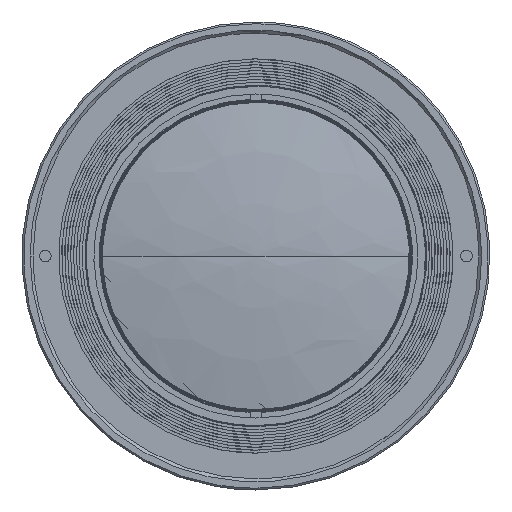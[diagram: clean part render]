
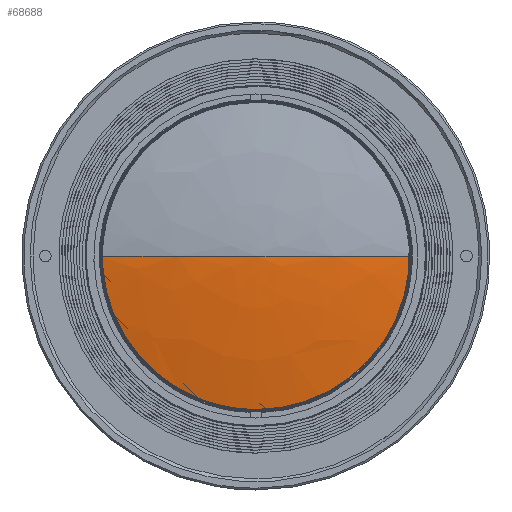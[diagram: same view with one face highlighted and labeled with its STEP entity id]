
A CAD part, left-side view. The second image highlights one B-rep face of the part: STEP entity #68688.
In plain terms, the highlighted free-form (B-spline) face has degree [3, 3] with [4, 4] control points.
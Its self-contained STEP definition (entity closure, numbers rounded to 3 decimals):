
#5775 = CARTESIAN_POINT ( 'NONE',  ( -19.309, -26.837, 0. ) ) ;
#5954 = VERTEX_POINT ( 'NONE', #24543 ) ;
#11026 = CARTESIAN_POINT ( 'NONE',  ( -19.309, 26.837, -53.673 ) ) ;
#11215 = ORIENTED_EDGE ( 'NONE', *, *, #28308, .T. ) ;
#11469 = CARTESIAN_POINT ( 'NONE',  ( -19.309, 26.837, 0. ) ) ;
#11645 = CARTESIAN_POINT ( 'NONE',  ( -21.79, 0., 0. ) ) ;
#12037 = VERTEX_POINT ( 'NONE', #24140 ) ;
#12093 = CARTESIAN_POINT ( 'NONE',  ( -20.961, -17.98, -35.96 ) ) ;
#12534 = CARTESIAN_POINT ( 'NONE',  ( -21.79, -9.009, 0. ) ) ;
#18376 = CARTESIAN_POINT ( 'NONE',  ( -20.961, 17.98, -35.96 ) ) ;
#20154 = CARTESIAN_POINT ( 'NONE',  ( -21.79, 0., 0. ) ) ;
#24140 = CARTESIAN_POINT ( 'NONE',  ( -21.79, 0., 0. ) ) ;
#24419 = CARTESIAN_POINT ( 'NONE',  ( -20.961, 17.98, 0. ) ) ;
#24486 = CARTESIAN_POINT ( 'NONE',  ( -19.309, -26.837, -53.673 ) ) ;
#24543 = CARTESIAN_POINT ( 'NONE',  ( -19.309, -26.837, 0. ) ) ;
#28308 = EDGE_CURVE ( 'NONE', #5954, #81611, #59124, .T. ) ;
#35068 = CARTESIAN_POINT ( 'NONE',  ( -21.79, -9.009, 0. ) ) ;
#37044 = CARTESIAN_POINT ( 'NONE',  ( -21.79, 9.009, 0. ) ) ;
#38684 =( BOUNDED_CURVE ( )  B_SPLINE_CURVE ( 3, ( #42269, #35068, #69709, #55784 ),
 .UNSPECIFIED., .F., .T. ) 
 B_SPLINE_CURVE_WITH_KNOTS ( ( 4, 4 ),
 ( 3.142, 3.326 ),
 .UNSPECIFIED. ) 
 CURVE ( )  GEOMETRIC_REPRESENTATION_ITEM ( )  RATIONAL_B_SPLINE_CURVE ( ( 1., 0.997, 0.997, 1. ) ) 
 REPRESENTATION_ITEM ( '' )  );
#39070 = CARTESIAN_POINT ( 'NONE',  ( -19.309, 26.837, 0. ) ) ;
#39970 = CARTESIAN_POINT ( 'NONE',  ( -19.309, 26.837, -53.673 ) ) ;
#42246 = EDGE_CURVE ( 'NONE', #81611, #12037, #78162, .T. ) ;
#42269 = CARTESIAN_POINT ( 'NONE',  ( -21.79, 0., 0. ) ) ;
#47169 = ORIENTED_EDGE ( 'NONE', *, *, #42246, .T. ) ;
#50579 = CARTESIAN_POINT ( 'NONE',  ( -21.79, 0., 0. ) ) ;
#52479 = CARTESIAN_POINT ( 'NONE',  ( -19.309, 26.837, 0. ) ) ;
#52600 = FACE_OUTER_BOUND ( 'NONE', #73193, .T. ) ;
#53488 = CARTESIAN_POINT ( 'NONE',  ( -21.79, 0., 0. ) ) ;
#55784 = CARTESIAN_POINT ( 'NONE',  ( -19.309, -26.837, 0. ) ) ;
#59089 = CARTESIAN_POINT ( 'NONE',  ( -19.309, 26.837, 0. ) ) ;
#59124 =( BOUNDED_CURVE ( )  B_SPLINE_CURVE ( 3, ( #81136, #24486, #11026, #11469 ),
 .UNSPECIFIED., .F., .T. ) 
 B_SPLINE_CURVE_WITH_KNOTS ( ( 4, 4 ),
 ( 0., 3.142 ),
 .UNSPECIFIED. ) 
 CURVE ( )  GEOMETRIC_REPRESENTATION_ITEM ( )  RATIONAL_B_SPLINE_CURVE ( ( 1., 0.333, 0.333, 1. ) ) 
 REPRESENTATION_ITEM ( '' )  );
#61124 = CARTESIAN_POINT ( 'NONE',  ( -21.79, -9.009, -18.018 ) ) ;
#65228 =( BOUNDED_SURFACE ( )  B_SPLINE_SURFACE ( 3, 3, ( 
 ( #11645, #87625, #20154, #53488 ),
 ( #12534, #61124, #88513, #81758 ),
 ( #75013, #12093, #18376, #73676 ),
 ( #5775, #87172, #39970, #39070 ) ),
 .UNSPECIFIED., .F., .F., .T. ) 
 B_SPLINE_SURFACE_WITH_KNOTS ( ( 4, 4 ),
 ( 4, 4 ),
 ( 0., 1. ),
 ( 0., 1. ),
 .UNSPECIFIED. ) 
 GEOMETRIC_REPRESENTATION_ITEM ( )  RATIONAL_B_SPLINE_SURFACE ( (
 ( 1., 0.333, 0.333, 1.),
 ( 0.997, 0.332, 0.332, 0.997),
 ( 0.997, 0.332, 0.332, 0.997),
 ( 1., 0.333, 0.333, 1.) ) ) 
 REPRESENTATION_ITEM ( '' )  SURFACE ( )  );
#66147 = EDGE_CURVE ( 'NONE', #12037, #5954, #38684, .T. ) ;
#68688 = ADVANCED_FACE ( 'NONE', ( #52600 ), #65228, .T. ) ;
#69709 = CARTESIAN_POINT ( 'NONE',  ( -20.961, -17.98, 0. ) ) ;
#73193 = EDGE_LOOP ( 'NONE', ( #11215, #47169, #80594 ) ) ;
#73676 = CARTESIAN_POINT ( 'NONE',  ( -20.961, 17.98, 0. ) ) ;
#75013 = CARTESIAN_POINT ( 'NONE',  ( -20.961, -17.98, 0. ) ) ;
#78162 =( BOUNDED_CURVE ( )  B_SPLINE_CURVE ( 3, ( #59089, #24419, #37044, #50579 ),
 .UNSPECIFIED., .F., .T. ) 
 B_SPLINE_CURVE_WITH_KNOTS ( ( 4, 4 ),
 ( 2.957, 3.142 ),
 .UNSPECIFIED. ) 
 CURVE ( )  GEOMETRIC_REPRESENTATION_ITEM ( )  RATIONAL_B_SPLINE_CURVE ( ( 1., 0.997, 0.997, 1. ) ) 
 REPRESENTATION_ITEM ( '' )  );
#80594 = ORIENTED_EDGE ( 'NONE', *, *, #66147, .T. ) ;
#81136 = CARTESIAN_POINT ( 'NONE',  ( -19.309, -26.837, 0. ) ) ;
#81611 = VERTEX_POINT ( 'NONE', #52479 ) ;
#81758 = CARTESIAN_POINT ( 'NONE',  ( -21.79, 9.009, 0. ) ) ;
#87172 = CARTESIAN_POINT ( 'NONE',  ( -19.309, -26.837, -53.673 ) ) ;
#87625 = CARTESIAN_POINT ( 'NONE',  ( -21.79, 0., 0. ) ) ;
#88513 = CARTESIAN_POINT ( 'NONE',  ( -21.79, 9.009, -18.018 ) ) ;
